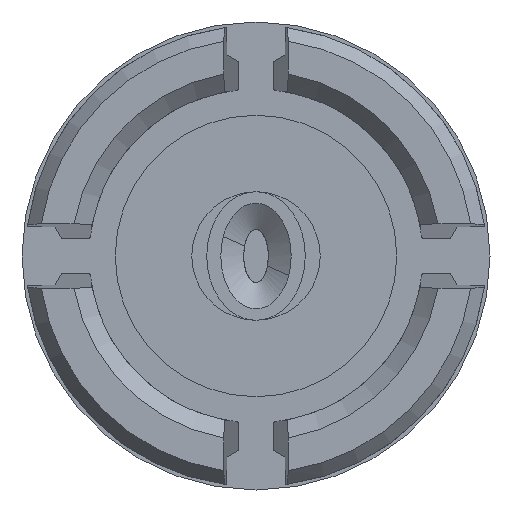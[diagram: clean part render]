
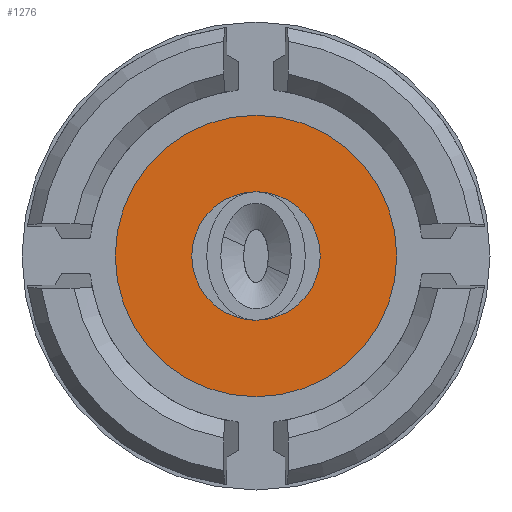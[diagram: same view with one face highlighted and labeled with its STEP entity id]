
A CAD part, left-side view. The second image highlights one B-rep face of the part: STEP entity #1276.
In plain terms, the highlighted planar face has unit normal (-1, 0, 0).
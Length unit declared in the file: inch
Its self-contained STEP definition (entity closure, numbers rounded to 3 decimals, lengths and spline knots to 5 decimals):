
#13 = DIRECTION ( 'NONE',  ( 0., 0., 1. ) ) ;
#90 = EDGE_LOOP ( 'NONE', ( #926, #103 ) ) ;
#103 = ORIENTED_EDGE ( 'NONE', *, *, #2557, .F. ) ;
#212 = DIRECTION ( 'NONE',  ( -1., 0., 0. ) ) ;
#242 = PLANE ( 'NONE',  #1741 ) ;
#246 = CIRCLE ( 'NONE', #1562, 0.01825 ) ;
#412 = DIRECTION ( 'NONE',  ( -1., 0., 0. ) ) ;
#784 = CARTESIAN_POINT ( 'NONE',  ( 0.005, 0., 0.01825 ) ) ;
#926 = ORIENTED_EDGE ( 'NONE', *, *, #1435, .F. ) ;
#1122 = VERTEX_POINT ( 'NONE', #4362 ) ;
#1276 = ADVANCED_FACE ( 'NONE', ( #2158, #2981 ), #242, .T. ) ;
#1329 = EDGE_CURVE ( 'NONE', #2835, #4096, #2638, .T. ) ;
#1418 = DIRECTION ( 'NONE',  ( -1., 0., 0. ) ) ;
#1435 = EDGE_CURVE ( 'NONE', #1589, #1122, #246, .T. ) ;
#1464 = DIRECTION ( 'NONE',  ( 0., 0., 1. ) ) ;
#1562 = AXIS2_PLACEMENT_3D ( 'NONE', #4546, #412, #1464 ) ;
#1589 = VERTEX_POINT ( 'NONE', #784 ) ;
#1741 = AXIS2_PLACEMENT_3D ( 'NONE', #3039, #212, #3392 ) ;
#2158 = FACE_BOUND ( 'NONE', #90, .T. ) ;
#2557 = EDGE_CURVE ( 'NONE', #1122, #1589, #2979, .T. ) ;
#2623 = CARTESIAN_POINT ( 'NONE',  ( 0.005, 0., 0.04 ) ) ;
#2638 = CIRCLE ( 'NONE', #4373, 0.04 ) ;
#2672 = AXIS2_PLACEMENT_3D ( 'NONE', #3876, #4176, #3816 ) ;
#2768 = DIRECTION ( 'NONE',  ( 0., 0., 1. ) ) ;
#2789 = CARTESIAN_POINT ( 'NONE',  ( 0.005, 0., 0. ) ) ;
#2835 = VERTEX_POINT ( 'NONE', #3627 ) ;
#2936 = ORIENTED_EDGE ( 'NONE', *, *, #4014, .T. ) ;
#2979 = CIRCLE ( 'NONE', #2672, 0.01825 ) ;
#2981 = FACE_OUTER_BOUND ( 'NONE', #3879, .T. ) ;
#3039 = CARTESIAN_POINT ( 'NONE',  ( 0.005, 0., 0. ) ) ;
#3136 = AXIS2_PLACEMENT_3D ( 'NONE', #2789, #1418, #13 ) ;
#3392 = DIRECTION ( 'NONE',  ( 0., 0., 1. ) ) ;
#3627 = CARTESIAN_POINT ( 'NONE',  ( 0.005, 0., -0.04 ) ) ;
#3816 = DIRECTION ( 'NONE',  ( 0., 0., 1. ) ) ;
#3876 = CARTESIAN_POINT ( 'NONE',  ( 0.005, 0., 0. ) ) ;
#3879 = EDGE_LOOP ( 'NONE', ( #4473, #2936 ) ) ;
#4014 = EDGE_CURVE ( 'NONE', #4096, #2835, #4286, .T. ) ;
#4096 = VERTEX_POINT ( 'NONE', #2623 ) ;
#4176 = DIRECTION ( 'NONE',  ( -1., 0., 0. ) ) ;
#4286 = CIRCLE ( 'NONE', #3136, 0.04 ) ;
#4362 = CARTESIAN_POINT ( 'NONE',  ( 0.005, 0., -0.01825 ) ) ;
#4373 = AXIS2_PLACEMENT_3D ( 'NONE', #4504, #4462, #2768 ) ;
#4462 = DIRECTION ( 'NONE',  ( -1., 0., 0. ) ) ;
#4473 = ORIENTED_EDGE ( 'NONE', *, *, #1329, .T. ) ;
#4504 = CARTESIAN_POINT ( 'NONE',  ( 0.005, 0., 0. ) ) ;
#4546 = CARTESIAN_POINT ( 'NONE',  ( 0.005, 0., 0. ) ) ;
